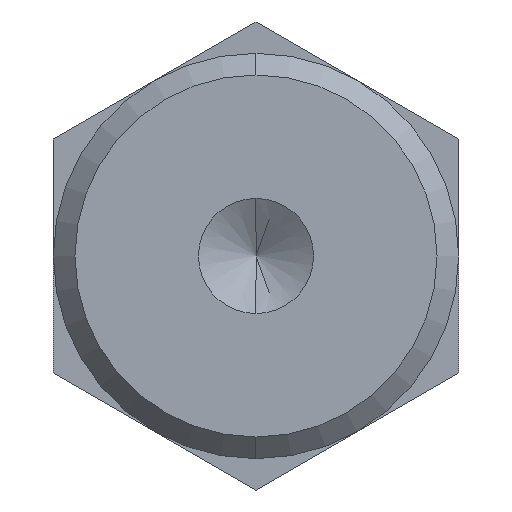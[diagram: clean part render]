
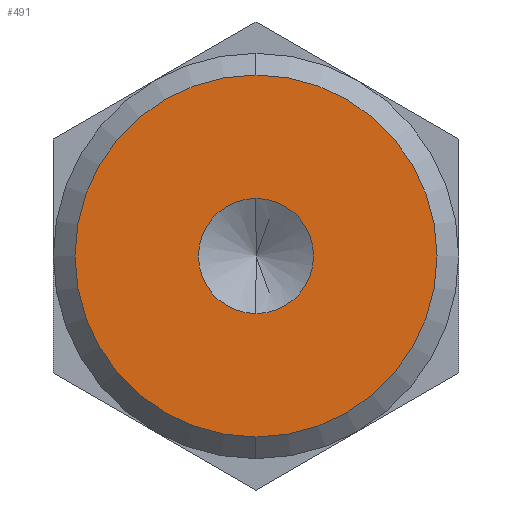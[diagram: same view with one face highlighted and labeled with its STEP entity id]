
A CAD part, left-side view. The second image highlights one B-rep face of the part: STEP entity #491.
In plain terms, the highlighted planar face has unit normal (-1, 0, 0).
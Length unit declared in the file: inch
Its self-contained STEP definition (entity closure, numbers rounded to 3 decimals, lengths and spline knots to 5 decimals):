
#8 = DIRECTION ( 'NONE',  ( -1., 0., 0. ) ) ;
#40 = ORIENTED_EDGE ( 'NONE', *, *, #422, .T. ) ;
#41 = FACE_OUTER_BOUND ( 'NONE', #197, .T. ) ;
#52 = CARTESIAN_POINT ( 'NONE',  ( 0., 0., 0. ) ) ;
#88 = ORIENTED_EDGE ( 'NONE', *, *, #245, .F. ) ;
#104 = CIRCLE ( 'NONE', #558, 0.05325 ) ;
#114 = DIRECTION ( 'NONE',  ( 0., 0., -1. ) ) ;
#122 = FACE_BOUND ( 'NONE', #398, .T. ) ;
#187 = DIRECTION ( 'NONE',  ( 0., 0., 1. ) ) ;
#189 = AXIS2_PLACEMENT_3D ( 'NONE', #52, #807, #618 ) ;
#194 = DIRECTION ( 'NONE',  ( 0., 0., 1. ) ) ;
#197 = EDGE_LOOP ( 'NONE', ( #635, #40 ) ) ;
#217 = CARTESIAN_POINT ( 'NONE',  ( 0., 0., -0.1675 ) ) ;
#224 = CARTESIAN_POINT ( 'NONE',  ( 0., 0., 0. ) ) ;
#235 = CARTESIAN_POINT ( 'NONE',  ( 0., 0., 0.1675 ) ) ;
#238 = EDGE_CURVE ( 'NONE', #761, #540, #104, .T. ) ;
#245 = EDGE_CURVE ( 'NONE', #540, #761, #548, .T. ) ;
#252 = CARTESIAN_POINT ( 'NONE',  ( 0., 0., 0. ) ) ;
#342 = VERTEX_POINT ( 'NONE', #217 ) ;
#357 = ORIENTED_EDGE ( 'NONE', *, *, #238, .F. ) ;
#362 = DIRECTION ( 'NONE',  ( -1., 0., 0. ) ) ;
#369 = CIRCLE ( 'NONE', #447, 0.1675 ) ;
#398 = EDGE_LOOP ( 'NONE', ( #357, #88 ) ) ;
#422 = EDGE_CURVE ( 'NONE', #504, #342, #560, .T. ) ;
#424 = AXIS2_PLACEMENT_3D ( 'NONE', #450, #8, #187 ) ;
#429 = CARTESIAN_POINT ( 'NONE',  ( 0., 0., 0. ) ) ;
#447 = AXIS2_PLACEMENT_3D ( 'NONE', #429, #362, #114 ) ;
#450 = CARTESIAN_POINT ( 'NONE',  ( 0., 0., 0. ) ) ;
#484 = DIRECTION ( 'NONE',  ( 0., 0., -1. ) ) ;
#491 = ADVANCED_FACE ( 'NONE', ( #41, #122 ), #601, .F. ) ;
#504 = VERTEX_POINT ( 'NONE', #235 ) ;
#523 = CARTESIAN_POINT ( 'NONE',  ( 0., 0., 0.05325 ) ) ;
#540 = VERTEX_POINT ( 'NONE', #566 ) ;
#542 = DIRECTION ( 'NONE',  ( -1., 0., 0. ) ) ;
#548 = CIRCLE ( 'NONE', #424, 0.05325 ) ;
#558 = AXIS2_PLACEMENT_3D ( 'NONE', #252, #574, #194 ) ;
#560 = CIRCLE ( 'NONE', #756, 0.1675 ) ;
#566 = CARTESIAN_POINT ( 'NONE',  ( 0., 0., -0.05325 ) ) ;
#574 = DIRECTION ( 'NONE',  ( -1., 0., 0. ) ) ;
#601 = PLANE ( 'NONE',  #189 ) ;
#618 = DIRECTION ( 'NONE',  ( 0., 0., -1. ) ) ;
#635 = ORIENTED_EDGE ( 'NONE', *, *, #827, .T. ) ;
#756 = AXIS2_PLACEMENT_3D ( 'NONE', #224, #542, #484 ) ;
#761 = VERTEX_POINT ( 'NONE', #523 ) ;
#807 = DIRECTION ( 'NONE',  ( 1., 0., 0. ) ) ;
#827 = EDGE_CURVE ( 'NONE', #342, #504, #369, .T. ) ;
